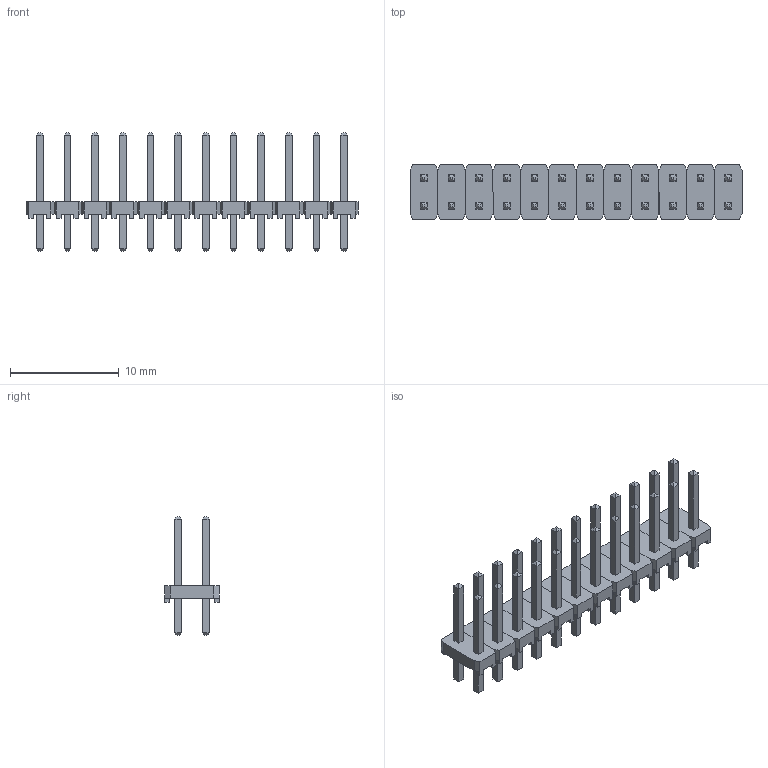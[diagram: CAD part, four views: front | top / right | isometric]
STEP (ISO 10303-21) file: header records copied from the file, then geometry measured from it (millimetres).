
FILE_DESCRIPTION((''),'2;1');
FILE_NAME('SAMTEC_MTLW-112-07-L-D-250.stp','2013-08-27T13:34:08',(''),(''),'Mechanical Desktop 2011','Mechanical Desktop 2011',', , ');
FILE_SCHEMA(('AUTOMOTIVE_DESIGN { 1 2 10303 214 1 1 1 1 }'));
Length unit declared in the file: millimetre
Products named in the file (1): Product
Bounding box: 30.48 x 5.03 x 10.92 mm (x, y, z)
Volume: 267.3 mm3; surface area: 1143.3 mm2
Topology: 60 solids, 60 shells, 792 faces, 1776 edges, 1104 vertices
Faces by surface type: plane 492, bspline 300
Entity records: 21220 total; most frequent: CARTESIAN_POINT 4573, ORIENTED_EDGE 3552, DIRECTION 2762, VECTOR 1776, LINE 1776, EDGE_CURVE 1776, VERTEX_POINT 1104, EDGE_LOOP 792
